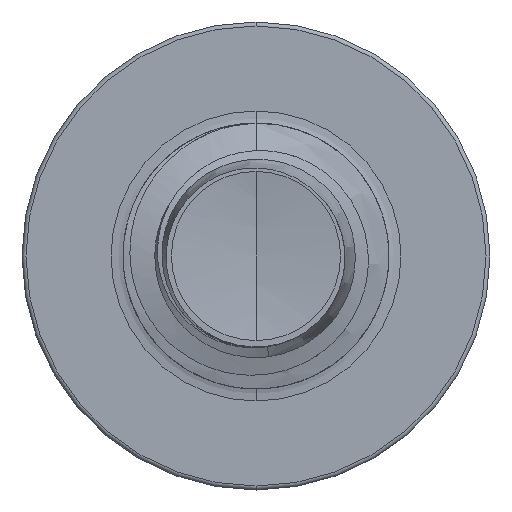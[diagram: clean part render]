
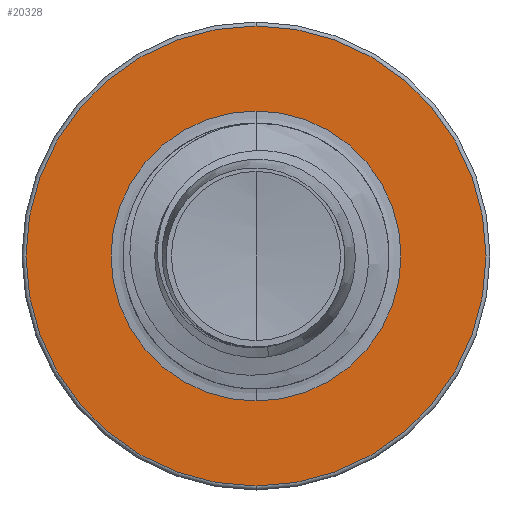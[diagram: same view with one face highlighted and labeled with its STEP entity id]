
A CAD part, front view. The second image highlights one B-rep face of the part: STEP entity #20328.
In plain terms, the highlighted planar face has unit normal (0, -1, 0).
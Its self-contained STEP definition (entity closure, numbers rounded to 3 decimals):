
#153 = CIRCLE ( 'NONE', #10335, 1.363 ) ;
#188 = FACE_OUTER_BOUND ( 'NONE', #8988, .T. ) ;
#586 = AXIS2_PLACEMENT_3D ( 'NONE', #16673, #4178, #18492 ) ;
#1568 = ORIENTED_EDGE ( 'NONE', *, *, #22061, .T. ) ;
#3720 = DIRECTION ( 'NONE',  ( 0., 1., 0. ) ) ;
#3750 = CARTESIAN_POINT ( 'NONE',  ( 0., 9., 0. ) ) ;
#4178 = DIRECTION ( 'NONE',  ( 0., 1., 0. ) ) ;
#5346 = AXIS2_PLACEMENT_3D ( 'NONE', #21720, #10591, #23139 ) ;
#5762 = ORIENTED_EDGE ( 'NONE', *, *, #19555, .F. ) ;
#6339 = DIRECTION ( 'NONE',  ( 0., 0., 1. ) ) ;
#8238 = CARTESIAN_POINT ( 'NONE',  ( 0., 9., -2.162 ) ) ;
#8988 = EDGE_LOOP ( 'NONE', ( #5762, #12180 ) ) ;
#9932 = VERTEX_POINT ( 'NONE', #18762 ) ;
#10226 = VERTEX_POINT ( 'NONE', #14175 ) ;
#10335 = AXIS2_PLACEMENT_3D ( 'NONE', #11155, #23484, #13308 ) ;
#10435 = AXIS2_PLACEMENT_3D ( 'NONE', #3750, #3720, #6339 ) ;
#10591 = DIRECTION ( 'NONE',  ( 0., 1., 0. ) ) ;
#11155 = CARTESIAN_POINT ( 'NONE',  ( 0., 9., 0. ) ) ;
#12035 = ORIENTED_EDGE ( 'NONE', *, *, #19458, .T. ) ;
#12180 = ORIENTED_EDGE ( 'NONE', *, *, #15902, .F. ) ;
#13308 = DIRECTION ( 'NONE',  ( 0., 0., 1. ) ) ;
#13838 = VERTEX_POINT ( 'NONE', #8238 ) ;
#14175 = CARTESIAN_POINT ( 'NONE',  ( 0., 9., 1.363 ) ) ;
#14500 = VERTEX_POINT ( 'NONE', #17577 ) ;
#15080 = DIRECTION ( 'NONE',  ( 0., 0., 1. ) ) ;
#15859 = CIRCLE ( 'NONE', #5346, 2.163 ) ;
#15902 = EDGE_CURVE ( 'NONE', #13838, #9932, #24104, .T. ) ;
#16161 = FACE_BOUND ( 'NONE', #19474, .T. ) ;
#16673 = CARTESIAN_POINT ( 'NONE',  ( 0., 9., 0. ) ) ;
#17577 = CARTESIAN_POINT ( 'NONE',  ( 0., 9., -1.363 ) ) ;
#18483 = AXIS2_PLACEMENT_3D ( 'NONE', #23315, #24649, #15080 ) ;
#18492 = DIRECTION ( 'NONE',  ( 0., 0., 1. ) ) ;
#18762 = CARTESIAN_POINT ( 'NONE',  ( 0., 9., 2.163 ) ) ;
#19458 = EDGE_CURVE ( 'NONE', #10226, #14500, #20475, .T. ) ;
#19474 = EDGE_LOOP ( 'NONE', ( #12035, #1568 ) ) ;
#19555 = EDGE_CURVE ( 'NONE', #9932, #13838, #15859, .T. ) ;
#20144 = PLANE ( 'NONE',  #18483 ) ;
#20328 = ADVANCED_FACE ( 'NONE', ( #188, #16161 ), #20144, .F. ) ;
#20475 = CIRCLE ( 'NONE', #586, 1.363 ) ;
#21720 = CARTESIAN_POINT ( 'NONE',  ( 0., 9., 0. ) ) ;
#22061 = EDGE_CURVE ( 'NONE', #14500, #10226, #153, .T. ) ;
#23139 = DIRECTION ( 'NONE',  ( 0., 0., 1. ) ) ;
#23315 = CARTESIAN_POINT ( 'NONE',  ( 0., 9., -1.363 ) ) ;
#23484 = DIRECTION ( 'NONE',  ( 0., 1., 0. ) ) ;
#24104 = CIRCLE ( 'NONE', #10435, 2.163 ) ;
#24649 = DIRECTION ( 'NONE',  ( 0., 1., 0. ) ) ;
